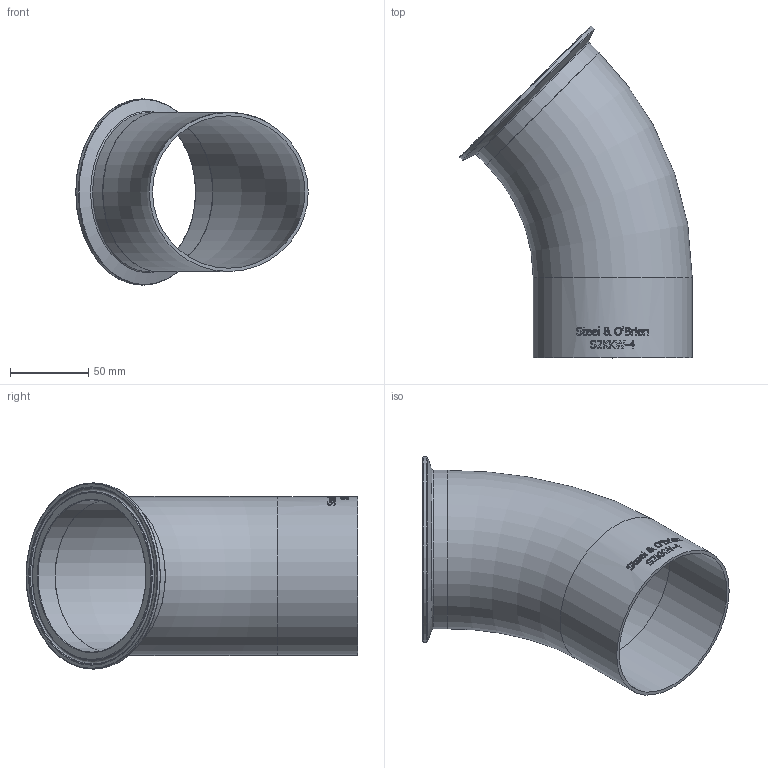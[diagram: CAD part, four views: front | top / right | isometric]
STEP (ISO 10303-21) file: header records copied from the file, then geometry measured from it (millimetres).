
FILE_DESCRIPTION(/* description */ (''),/* implementation_level */ '2;1');
FILE_NAME(/* name */ 'S2KKW-4.stp',/* time_stamp */ '2018-11-16T09:54:49-05:00',/* author */ ('rick'),/* organization */ (''),/* preprocessor_version */ 'ST-DEVELOPER v15.2',/* originating_system */ 'Autodesk Inventor 2014',/* authorisation */ '');
FILE_SCHEMA (('AUTOMOTIVE_DESIGN { 1 0 10303 214 3 1 1 }'));
Length unit declared in the file: inch
Products named in the file (1): S2KKW-4
Bounding box: 148.54 x 212.04 x 118.92 mm (x, y, z)
Volume: 134992.5 mm3; surface area: 123927.6 mm2
Topology: 1 solids, 1 shells, 345 faces, 919 edges, 609 vertices
Faces by surface type: plane 150, bspline 146, cylinder 35, torus 11, cone 3
Full cylindrical faces by diameter (mm): 97.384 x2, 101.6 x2, 118.923 x1
Entity records: 13262 total; most frequent: CARTESIAN_POINT 5458, ORIENTED_EDGE 1796, DIRECTION 1213, EDGE_CURVE 898, VERTEX_POINT 607, AXIS2_PLACEMENT_3D 407, EDGE_LOOP 399, LINE 399
